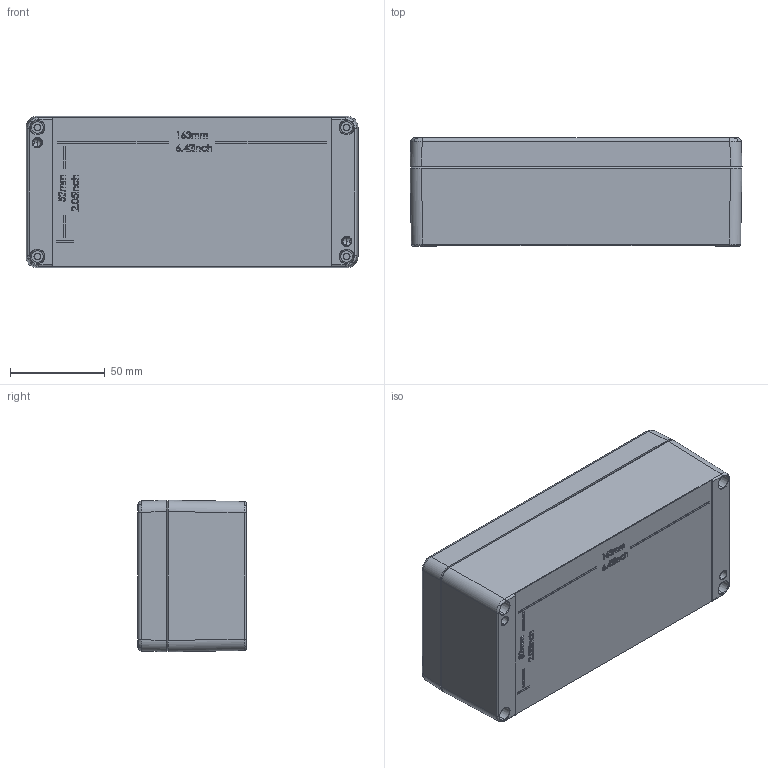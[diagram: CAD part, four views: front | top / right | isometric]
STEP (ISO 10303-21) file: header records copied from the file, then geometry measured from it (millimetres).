
FILE_DESCRIPTION (( 'STEP AP214' ), '1' );
FILE_NAME ('01081806.STEP', '2009-03-10T07:09:53', ( ' ' ), ( '' ), 'SwSTEP 2.0', 'SolidWorks 2008', '' );
FILE_SCHEMA (( 'AUTOMOTIVE_DESIGN' ));
Length unit declared in the file: millimetre
Products named in the file (8): 93132_Standard; 82003_Standard; 01081806; 02017_Standard; 01017_Standard
Assembly tree (7 placements, depth 2):
  01081806
    01017_Standard
    93132_Standard
    82003_Standard
    93132_Standard
    93132_Standard
    02017_Standard
    93132_Standard
Bounding box: 175 x 57 x 80 mm (x, y, z)
Volume: 200002.4 mm3; surface area: 116951.3 mm2
Topology: 7 solids, 7 shells, 1233 faces, 2989 edges, 1821 vertices
Faces by surface type: bspline 422, plane 366, cylinder 176, torus 141, cone 128
Entity records: 56424 total; most frequent: CARTESIAN_POINT 30567, ORIENTED_EDGE 5946, DIRECTION 4407, EDGE_CURVE 2973, VERTEX_POINT 1821, AXIS2_PLACEMENT_3D 1650, EDGE_LOOP 1320, ADVANCED_FACE 1233
